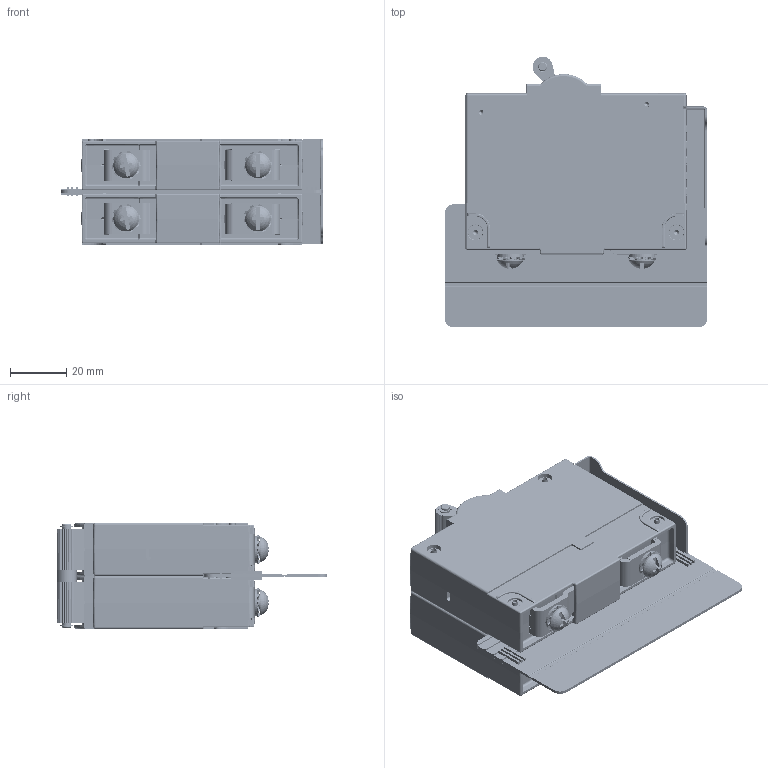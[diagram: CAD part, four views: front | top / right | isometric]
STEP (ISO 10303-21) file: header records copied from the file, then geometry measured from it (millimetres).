
FILE_DESCRIPTION((''),'2;1');
FILE_NAME('CX2_SCREW_WIRE_SW0001','2011-11-29T',('danboyden'),(''),'PRO/ENGINEER BY PARAMETRIC TECHNOLOGY CORPORATION, 2010280','PRO/ENGINEER BY PARAMETRIC TECHNOLOGY CORPORATION, 2010280','');
FILE_SCHEMA(('CONFIG_CONTROL_DESIGN'));
Products named in the file (1): CX2_SCREW_WIRE_SW0001
Bounding box: 93.27 x 96.08 x 37.8 mm (x, y, z)
Volume: 71497.8 mm3; surface area: 88655.3 mm2
Topology: 18 solids, 18 shells, 7113 faces, 18930 edges, 11917 vertices
Faces by surface type: plane 3722, cylinder 2118, sphere 362, bspline 349, cone 217, extrusion 199, torus 146
Entity records: 256075 total; most frequent: CARTESIAN_POINT 83697, ORIENTED_EDGE 37792, DIRECTION 33108, EDGE_CURVE 18896, VECTOR 12494, LINE 12295, VERTEX_POINT 11917, AXIS2_PLACEMENT_3D 10307
